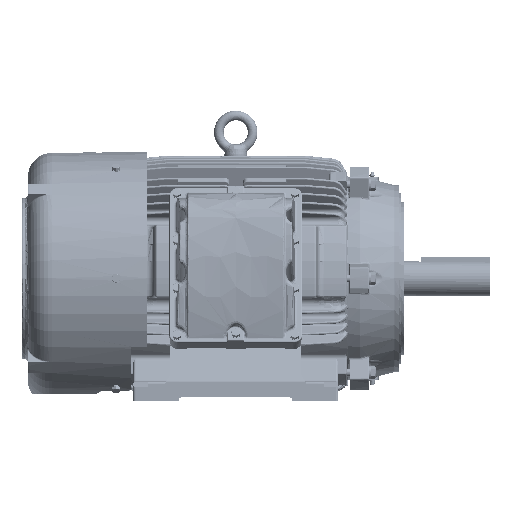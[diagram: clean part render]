
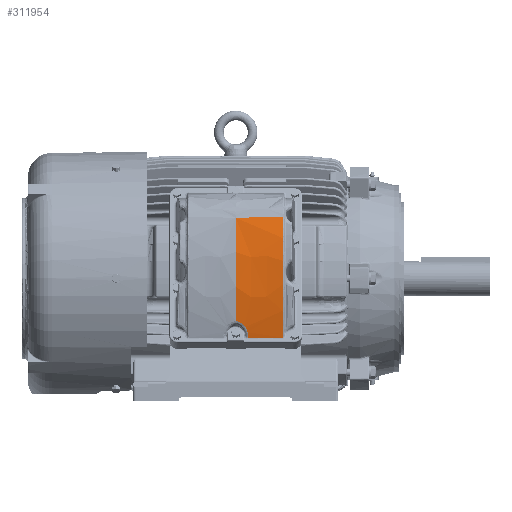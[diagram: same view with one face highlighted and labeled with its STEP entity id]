
A CAD part, top view. The second image highlights one B-rep face of the part: STEP entity #311954.
In plain terms, the highlighted free-form (B-spline) face has degree [3, 3] with [4, 4] control points.
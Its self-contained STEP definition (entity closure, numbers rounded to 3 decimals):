
#309272=CARTESIAN_POINT('Vertex',(25.997,-123.133,504.499)) ;
#309279=CARTESIAN_POINT('Vertex',(97.,-123.154,504.474)) ;
#309283=CARTESIAN_POINT('Control Point',(97.,-123.154,504.474)) ;
#309284=CARTESIAN_POINT('Control Point',(73.332,-123.145,504.485)) ;
#309285=CARTESIAN_POINT('Control Point',(49.664,-123.137,504.494)) ;
#309286=CARTESIAN_POINT('Control Point',(25.997,-123.133,504.499)) ;
#311841=CARTESIAN_POINT('Control Point',(0.,125.1,503.052)) ;
#311842=CARTESIAN_POINT('Control Point',(0.,42.902,522.526)) ;
#311843=CARTESIAN_POINT('Control Point',(0.,-42.677,522.875)) ;
#311844=CARTESIAN_POINT('Control Point',(0.,-125.031,504.071)) ;
#311845=CARTESIAN_POINT('Control Point',(32.333,125.1,503.052)) ;
#311846=CARTESIAN_POINT('Control Point',(32.333,42.902,522.526)) ;
#311847=CARTESIAN_POINT('Control Point',(32.333,-42.677,522.875)) ;
#311848=CARTESIAN_POINT('Control Point',(32.333,-125.031,504.071)) ;
#311849=CARTESIAN_POINT('Control Point',(64.667,126.048,503.446)) ;
#311850=CARTESIAN_POINT('Control Point',(64.667,48.064,525.428)) ;
#311851=CARTESIAN_POINT('Control Point',(64.667,-39.878,523.034)) ;
#311852=CARTESIAN_POINT('Control Point',(64.667,-125.031,504.071)) ;
#311853=CARTESIAN_POINT('Control Point',(97.,127.247,503.943)) ;
#311854=CARTESIAN_POINT('Control Point',(97.,54.596,529.1)) ;
#311855=CARTESIAN_POINT('Control Point',(97.,-36.337,523.235)) ;
#311856=CARTESIAN_POINT('Control Point',(97.,-125.031,504.071)) ;
#311858=CARTESIAN_POINT('Control Point',(0.,125.1,503.052)) ;
#311859=CARTESIAN_POINT('Control Point',(0.,54.658,519.741)) ;
#311860=CARTESIAN_POINT('Control Point',(0.,-18.266,522.384)) ;
#311861=CARTESIAN_POINT('Control Point',(0.,-89.516,510.964)) ;
#311862=CARTESIAN_POINT('Vertex',(0.,-89.516,510.964)) ;
#311864=CARTESIAN_POINT('Vertex',(0.,125.1,503.052)) ;
#311868=CARTESIAN_POINT('Control Point',(0.,-89.516,510.964)) ;
#311869=CARTESIAN_POINT('Control Point',(0.218,-89.516,510.964)) ;
#311870=CARTESIAN_POINT('Control Point',(0.439,-89.519,510.963)) ;
#311871=CARTESIAN_POINT('Control Point',(0.657,-89.525,510.962)) ;
#311872=CARTESIAN_POINT('Control Point',(1.313,-89.552,510.958)) ;
#311873=CARTESIAN_POINT('Control Point',(1.967,-89.605,510.95)) ;
#311874=CARTESIAN_POINT('Control Point',(2.401,-89.653,510.942)) ;
#311875=CARTESIAN_POINT('Control Point',(3.359,-89.783,510.921)) ;
#311876=CARTESIAN_POINT('Control Point',(4.306,-89.969,510.891)) ;
#311877=CARTESIAN_POINT('Control Point',(4.823,-90.088,510.872)) ;
#311878=CARTESIAN_POINT('Control Point',(5.335,-90.224,510.85)) ;
#311879=CARTESIAN_POINT('Control Point',(5.844,-90.376,510.826)) ;
#311880=CARTESIAN_POINT('Vertex',(5.844,-90.376,510.826)) ;
#311884=CARTESIAN_POINT('Control Point',(5.844,-90.376,510.826)) ;
#311885=CARTESIAN_POINT('Control Point',(7.56,-90.888,510.743)) ;
#311886=CARTESIAN_POINT('Control Point',(9.237,-91.588,510.629)) ;
#311887=CARTESIAN_POINT('Control Point',(10.787,-92.434,510.49)) ;
#311888=CARTESIAN_POINT('Control Point',(12.28,-93.431,510.323)) ;
#311889=CARTESIAN_POINT('Control Point',(13.671,-94.548,510.133)) ;
#311890=CARTESIAN_POINT('Vertex',(13.67,-94.547,510.133)) ;
#311894=CARTESIAN_POINT('Control Point',(13.671,-94.548,510.133)) ;
#311895=CARTESIAN_POINT('Control Point',(15.068,-95.67,509.942)) ;
#311896=CARTESIAN_POINT('Control Point',(16.364,-96.913,509.728)) ;
#311897=CARTESIAN_POINT('Control Point',(17.545,-98.235,509.495)) ;
#311898=CARTESIAN_POINT('Control Point',(18.637,-99.661,509.24)) ;
#311899=CARTESIAN_POINT('Control Point',(19.62,-101.141,508.969)) ;
#311900=CARTESIAN_POINT('Vertex',(19.621,-101.141,508.969)) ;
#311904=CARTESIAN_POINT('Control Point',(19.62,-101.141,508.969)) ;
#311905=CARTESIAN_POINT('Control Point',(20.714,-102.786,508.668)) ;
#311906=CARTESIAN_POINT('Control Point',(21.648,-104.512,508.345)) ;
#311907=CARTESIAN_POINT('Control Point',(22.443,-106.304,508.)) ;
#311908=CARTESIAN_POINT('Vertex',(22.444,-106.304,508.)) ;
#311912=CARTESIAN_POINT('Control Point',(22.443,-106.304,508.)) ;
#311913=CARTESIAN_POINT('Control Point',(23.041,-107.649,507.741)) ;
#311914=CARTESIAN_POINT('Control Point',(23.57,-109.026,507.471)) ;
#311915=CARTESIAN_POINT('Control Point',(24.03,-110.437,507.19)) ;
#311916=CARTESIAN_POINT('Control Point',(24.423,-111.859,506.902)) ;
#311917=CARTESIAN_POINT('Vertex',(24.423,-111.859,506.902)) ;
#311921=CARTESIAN_POINT('Control Point',(24.423,-111.859,506.902)) ;
#311922=CARTESIAN_POINT('Control Point',(25.031,-114.065,506.455)) ;
#311923=CARTESIAN_POINT('Control Point',(25.485,-116.299,505.99)) ;
#311924=CARTESIAN_POINT('Control Point',(25.798,-118.586,505.503)) ;
#311925=CARTESIAN_POINT('Control Point',(25.966,-120.856,505.008)) ;
#311926=CARTESIAN_POINT('Control Point',(25.997,-123.133,504.499)) ;
#311929=CARTESIAN_POINT('Control Point',(97.,127.247,503.943)) ;
#311930=CARTESIAN_POINT('Control Point',(97.,55.108,528.922)) ;
#311931=CARTESIAN_POINT('Control Point',(97.,-35.055,523.316)) ;
#311932=CARTESIAN_POINT('Control Point',(97.,-123.154,504.474)) ;
#311933=CARTESIAN_POINT('Vertex',(97.,127.247,503.943)) ;
#311937=CARTESIAN_POINT('Control Point',(0.,125.1,503.052)) ;
#311938=CARTESIAN_POINT('Control Point',(32.333,125.1,503.052)) ;
#311939=CARTESIAN_POINT('Control Point',(64.667,126.048,503.446)) ;
#311940=CARTESIAN_POINT('Control Point',(97.,127.247,503.943)) ;
#311943=ORIENTED_EDGE('',*,*,#311866,.F.) ;
#311944=ORIENTED_EDGE('',*,*,#311882,.T.) ;
#311945=ORIENTED_EDGE('',*,*,#311892,.T.) ;
#311946=ORIENTED_EDGE('',*,*,#311902,.T.) ;
#311947=ORIENTED_EDGE('',*,*,#311910,.T.) ;
#311948=ORIENTED_EDGE('',*,*,#311919,.T.) ;
#311949=ORIENTED_EDGE('',*,*,#311927,.T.) ;
#311950=ORIENTED_EDGE('',*,*,#309287,.T.) ;
#311951=ORIENTED_EDGE('',*,*,#311935,.F.) ;
#311952=ORIENTED_EDGE('',*,*,#311941,.T.) ;
#311954=ADVANCED_FACE('\X2\51434EF6672C9AD4\X0\',(#311953),#311840,.F.) ;
#311857=B_SPLINE_CURVE_WITH_KNOTS('',3,(#311858,#311859,#311860,#311861),.UNSPECIFIED.,.F.,.U.,(4,4),(201.41,418.932),.UNSPECIFIED.) ;
#311867=B_SPLINE_CURVE_WITH_KNOTS('',5,(#311868,#311869,#311870,#311871,#311872,#311873,#311874,#311875,#311876,#311877,#311878,#311879),.UNSPECIFIED.,.F.,.U.,(6,3,3,6),(0.,1.542,4.637,8.395),.UNSPECIFIED.) ;
#311883=B_SPLINE_CURVE_WITH_KNOTS('',5,(#311884,#311885,#311886,#311887,#311888,#311889),.UNSPECIFIED.,.F.,.U.,(6,6),(8.395,21.07),.UNSPECIFIED.) ;
#311893=B_SPLINE_CURVE_WITH_KNOTS('',5,(#311894,#311895,#311896,#311897,#311898,#311899),.UNSPECIFIED.,.F.,.U.,(6,6),(0.,12.724),.UNSPECIFIED.) ;
#311903=B_SPLINE_CURVE_WITH_KNOTS('',3,(#311904,#311905,#311906,#311907),.UNSPECIFIED.,.F.,.U.,(4,4),(12.724,21.209),.UNSPECIFIED.) ;
#311911=B_SPLINE_CURVE_WITH_KNOTS('',4,(#311912,#311913,#311914,#311915,#311916),.UNSPECIFIED.,.F.,.U.,(5,5),(21.209,29.702),.UNSPECIFIED.) ;
#311920=B_SPLINE_CURVE_WITH_KNOTS('',5,(#311921,#311922,#311923,#311924,#311925,#311926),.UNSPECIFIED.,.F.,.U.,(6,6),(29.702,46.17),.UNSPECIFIED.) ;
#311928=B_SPLINE_CURVE_WITH_KNOTS('',3,(#311929,#311930,#311931,#311932),.UNSPECIFIED.,.F.,.U.,(4,4),(201.41,453.445),.UNSPECIFIED.) ;
#311936=B_SPLINE_CURVE_WITH_KNOTS('',3,(#311937,#311938,#311939,#311940),.UNSPECIFIED.,.F.,.U.,(4,4),(0.,97.179),.UNSPECIFIED.) ;
#311840=B_SPLINE_SURFACE_WITH_KNOTS('',3,3,((#311841,#311842,#311843,#311844),(#311845,#311846,#311847,#311848),(#311849,#311850,#311851,#311852),(#311853,#311854,#311855,#311856)),.UNSPECIFIED.,.F.,.F.,.U.,(4,4),(4,4),(0.,97.179),(201.41,455.236),.UNSPECIFIED.) ;
#309287=EDGE_CURVE('',#309273,#309280,#309282,.F.) ;
#311866=EDGE_CURVE('',#311863,#311865,#311857,.F.) ;
#311882=EDGE_CURVE('',#311863,#311881,#311867,.T.) ;
#311892=EDGE_CURVE('',#311881,#311891,#311883,.T.) ;
#311902=EDGE_CURVE('',#311891,#311901,#311893,.T.) ;
#311910=EDGE_CURVE('',#311901,#311909,#311903,.T.) ;
#311919=EDGE_CURVE('',#311909,#311918,#311911,.T.) ;
#311927=EDGE_CURVE('',#311918,#309273,#311920,.T.) ;
#311935=EDGE_CURVE('',#311934,#309280,#311928,.T.) ;
#311941=EDGE_CURVE('',#311934,#311865,#311936,.F.) ;
#311942=EDGE_LOOP('',(#311943,#311944,#311945,#311946,#311947,#311948,#311949,#311950,#311951,#311952)) ;
#311953=FACE_OUTER_BOUND('',#311942,.T.) ;
#309273=VERTEX_POINT('',#309272) ;
#309280=VERTEX_POINT('',#309279) ;
#311863=VERTEX_POINT('',#311862) ;
#311865=VERTEX_POINT('',#311864) ;
#311881=VERTEX_POINT('',#311880) ;
#311891=VERTEX_POINT('',#311890) ;
#311901=VERTEX_POINT('',#311900) ;
#311909=VERTEX_POINT('',#311908) ;
#311918=VERTEX_POINT('',#311917) ;
#311934=VERTEX_POINT('',#311933) ;
#309282=(BOUNDED_CURVE()B_SPLINE_CURVE(3,(#309283,#309284,#309285,#309286),.UNSPECIFIED.,.F.,.U.)B_SPLINE_CURVE_WITH_KNOTS((4,4),(0.,71.004),.UNSPECIFIED.)CURVE()GEOMETRIC_REPRESENTATION_ITEM()RATIONAL_B_SPLINE_CURVE((1.,1.,1.,1.))REPRESENTATION_ITEM('')) ;
